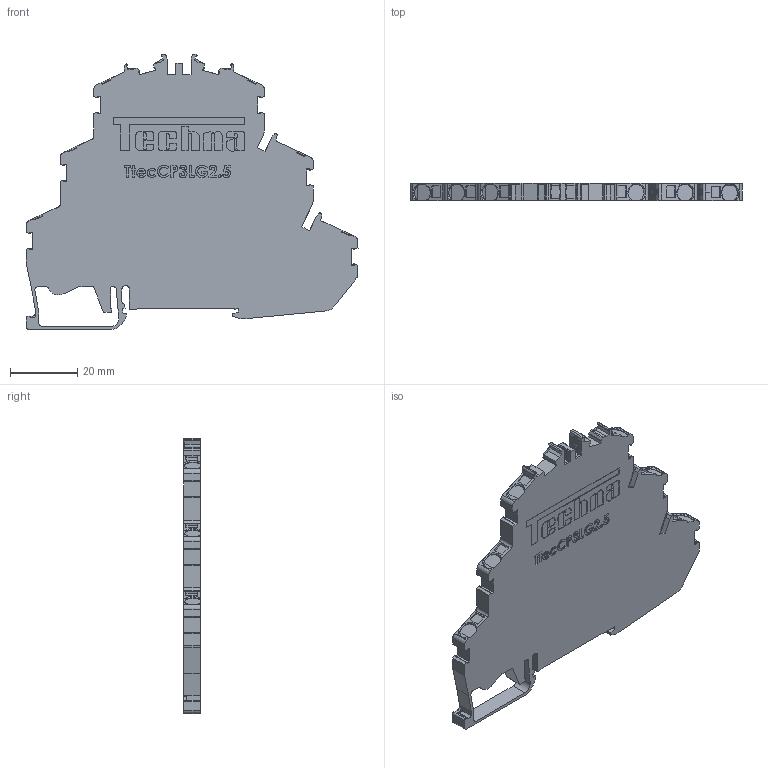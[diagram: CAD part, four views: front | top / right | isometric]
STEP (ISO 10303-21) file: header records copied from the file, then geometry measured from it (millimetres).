
FILE_DESCRIPTION (( 'STEP AP214' ), '1' );
FILE_NAME ('TtecCP3LG2.5.STEP', '2020-10-20T05:59:19', ( '' ), ( '' ), 'SwSTEP 2.0', 'SolidWorks 2020', '' );
FILE_SCHEMA (( 'AUTOMOTIVE_DESIGN' ));
Length unit declared in the file: millimetre
Products named in the file (1): TtecCP3LG2.5
Bounding box: 98.73 x 5 x 81.85 mm (x, y, z)
Volume: 25786.8 mm3; surface area: 13189.4 mm2
Topology: 1 solids, 1 shells, 1178 faces, 3402 edges, 2272 vertices
Faces by surface type: plane 658, cylinder 343, bspline 177
Entity records: 53312 total; most frequent: CARTESIAN_POINT 16686, ORIENTED_EDGE 6804, DIRECTION 5622, EDGE_CURVE 3402, VECTOR 2320, LINE 2320, VERTEX_POINT 2272, AXIS2_PLACEMENT_3D 1651
